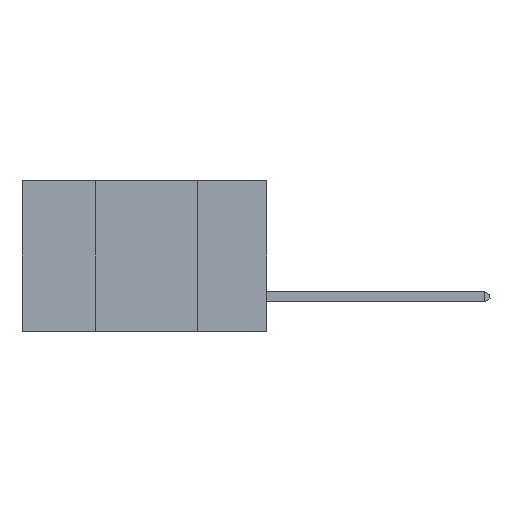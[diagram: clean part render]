
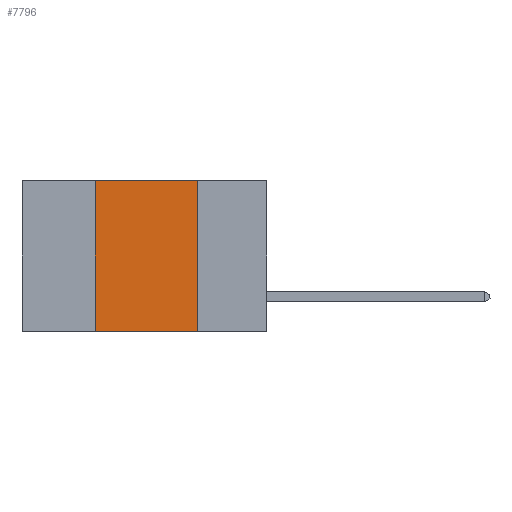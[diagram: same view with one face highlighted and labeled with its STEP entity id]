
A CAD part, left-side view. The second image highlights one B-rep face of the part: STEP entity #7796.
In plain terms, the highlighted planar face has unit normal (-1, 0, 0).
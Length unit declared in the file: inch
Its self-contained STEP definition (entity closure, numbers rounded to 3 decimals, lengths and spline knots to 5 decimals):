
#19 = VERTEX_POINT ( 'NONE', #4251 ) ;
#605 = CARTESIAN_POINT ( 'NONE',  ( 0., 0.6, 0. ) ) ;
#718 = DIRECTION ( 'NONE',  ( 0., 0., 1. ) ) ;
#972 = LINE ( 'NONE', #605, #8406 ) ;
#1012 = EDGE_CURVE ( 'NONE', #1431, #2050, #972, .T. ) ;
#1159 = ORIENTED_EDGE ( 'NONE', *, *, #3655, .F. ) ;
#1169 = ORIENTED_EDGE ( 'NONE', *, *, #1012, .F. ) ;
#1281 = FACE_OUTER_BOUND ( 'NONE', #10199, .T. ) ;
#1431 = VERTEX_POINT ( 'NONE', #4540 ) ;
#1482 = ORIENTED_EDGE ( 'NONE', *, *, #2455, .F. ) ;
#1803 = ORIENTED_EDGE ( 'NONE', *, *, #9065, .T. ) ;
#2016 = CARTESIAN_POINT ( 'NONE',  ( 0., 0.6, -0.37 ) ) ;
#2050 = VERTEX_POINT ( 'NONE', #5766 ) ;
#2455 = EDGE_CURVE ( 'NONE', #19, #1431, #2510, .T. ) ;
#2510 = LINE ( 'NONE', #4535, #9148 ) ;
#3209 = LINE ( 'NONE', #2016, #5324 ) ;
#3655 = EDGE_CURVE ( 'NONE', #2050, #8401, #3883, .T. ) ;
#3810 = CARTESIAN_POINT ( 'NONE',  ( 0., 0.17, -0.37 ) ) ;
#3860 = PLANE ( 'NONE',  #7671 ) ;
#3883 = LINE ( 'NONE', #9479, #8224 ) ;
#4251 = CARTESIAN_POINT ( 'NONE',  ( 0., 0.42, -0.37 ) ) ;
#4535 = CARTESIAN_POINT ( 'NONE',  ( 0., 0.42, 0. ) ) ;
#4540 = CARTESIAN_POINT ( 'NONE',  ( 0., 0.42, 0. ) ) ;
#5324 = VECTOR ( 'NONE', #5656, 39.37008 ) ;
#5647 = CARTESIAN_POINT ( 'NONE',  ( 0., 0.6, 0. ) ) ;
#5656 = DIRECTION ( 'NONE',  ( 0., -1., 0. ) ) ;
#5766 = CARTESIAN_POINT ( 'NONE',  ( 0., 0.17, 0. ) ) ;
#6526 = DIRECTION ( 'NONE',  ( 0., 0., -1. ) ) ;
#7671 = AXIS2_PLACEMENT_3D ( 'NONE', #5647, #11305, #6526 ) ;
#7796 = ADVANCED_FACE ( 'NONE', ( #1281 ), #3860, .F. ) ;
#8224 = VECTOR ( 'NONE', #10253, 39.37008 ) ;
#8401 = VERTEX_POINT ( 'NONE', #3810 ) ;
#8406 = VECTOR ( 'NONE', #9079, 39.37008 ) ;
#9065 = EDGE_CURVE ( 'NONE', #19, #8401, #3209, .T. ) ;
#9079 = DIRECTION ( 'NONE',  ( 0., -1., 0. ) ) ;
#9148 = VECTOR ( 'NONE', #718, 39.37008 ) ;
#9479 = CARTESIAN_POINT ( 'NONE',  ( 0., 0.17, 0. ) ) ;
#10199 = EDGE_LOOP ( 'NONE', ( #1159, #1169, #1482, #1803 ) ) ;
#10253 = DIRECTION ( 'NONE',  ( 0., 0., -1. ) ) ;
#11305 = DIRECTION ( 'NONE',  ( 1., 0., 0. ) ) ;
